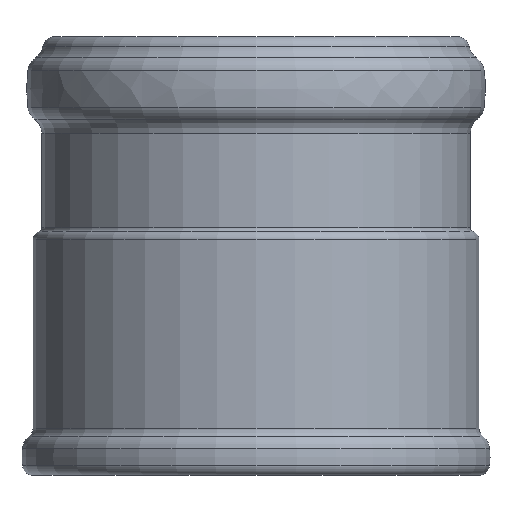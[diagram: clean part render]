
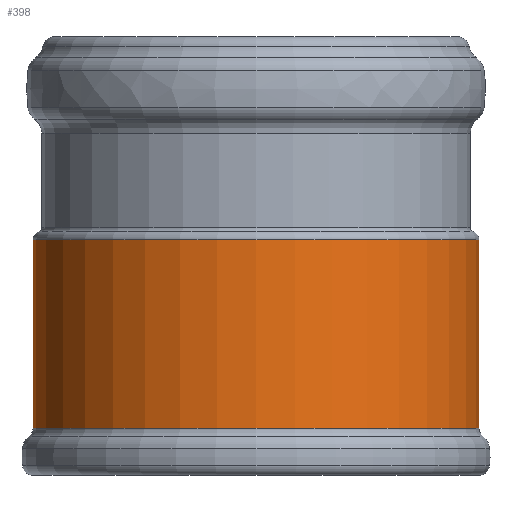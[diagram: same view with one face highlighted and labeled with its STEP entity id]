
A CAD part, front view. The second image highlights one B-rep face of the part: STEP entity #398.
In plain terms, the highlighted cylindrical face has radius 62.65 mm (diameter 125.3 mm), a full revolution.
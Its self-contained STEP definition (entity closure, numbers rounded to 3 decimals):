
#24=CYLINDRICAL_SURFACE('',#439,62.65);
#33=FACE_BOUND('',#108,.T.);
#69=FACE_OUTER_BOUND('',#107,.T.);
#107=EDGE_LOOP('',(#298));
#108=EDGE_LOOP('',(#299));
#179=CIRCLE('',#438,62.65);
#180=CIRCLE('',#440,62.65);
#218=VERTEX_POINT('',#667);
#219=VERTEX_POINT('',#670);
#257=EDGE_CURVE('',#218,#218,#179,.T.);
#258=EDGE_CURVE('',#219,#219,#180,.T.);
#298=ORIENTED_EDGE('',*,*,#258,.F.);
#299=ORIENTED_EDGE('',*,*,#257,.F.);
#398=ADVANCED_FACE('',(#69,#33),#24,.T.);
#438=AXIS2_PLACEMENT_3D('',#668,#517,#518);
#439=AXIS2_PLACEMENT_3D('',#669,#519,#520);
#440=AXIS2_PLACEMENT_3D('',#671,#521,#522);
#517=DIRECTION('center_axis',(0.,0.,1.));
#518=DIRECTION('ref_axis',(-1.,0.,0.));
#519=DIRECTION('center_axis',(0.,0.,-1.));
#520=DIRECTION('ref_axis',(-1.,0.,0.));
#521=DIRECTION('center_axis',(0.,0.,-1.));
#522=DIRECTION('ref_axis',(1.,0.,0.));
#667=CARTESIAN_POINT('',(80.107,0.,73.482));
#668=CARTESIAN_POINT('Origin',(17.457,0.,73.482));
#669=CARTESIAN_POINT('Origin',(17.457,0.,48.195));
#670=CARTESIAN_POINT('',(-45.193,0.,20.57));
#671=CARTESIAN_POINT('Origin',(17.457,0.,20.57));
